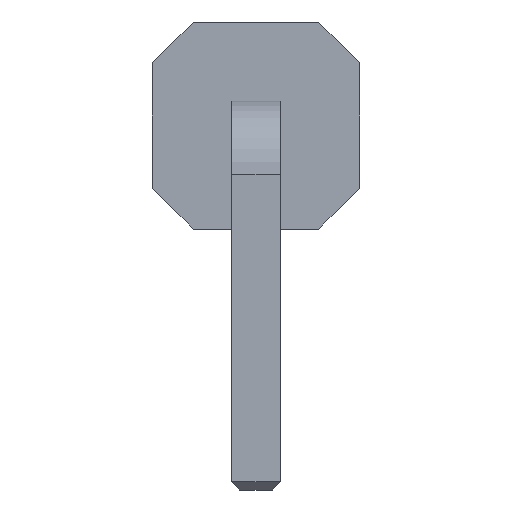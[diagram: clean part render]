
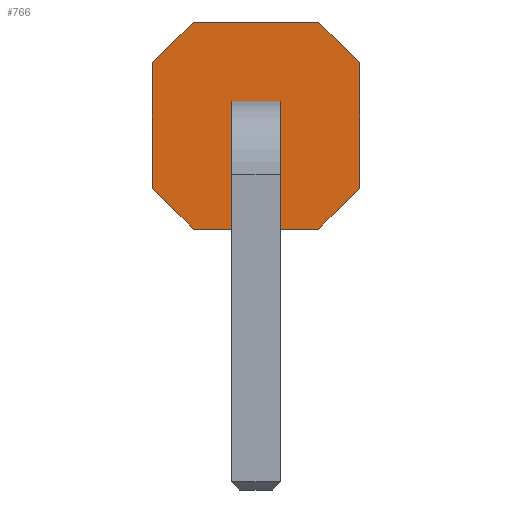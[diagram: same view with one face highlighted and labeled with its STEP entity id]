
A CAD part, front view. The second image highlights one B-rep face of the part: STEP entity #766.
In plain terms, the highlighted planar face has unit normal (0, -1, 0).
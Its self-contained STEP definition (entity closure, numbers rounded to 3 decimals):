
#24 = VECTOR ( 'NONE', #184, 1000. ) ;
#25 = CARTESIAN_POINT ( 'NONE',  ( -1.27, 1.76, 2.04 ) ) ;
#31 = CARTESIAN_POINT ( 'NONE',  ( -1.27, 1.76, 2.04 ) ) ;
#74 = ORIENTED_EDGE ( 'NONE', *, *, #1173, .F. ) ;
#92 = DIRECTION ( 'NONE',  ( -0.707, 0., 0.707 ) ) ;
#122 = CARTESIAN_POINT ( 'NONE',  ( -1.27, 1.76, 2.04 ) ) ;
#127 = ORIENTED_EDGE ( 'NONE', *, *, #1071, .T. ) ;
#129 = DIRECTION ( 'NONE',  ( 0., 0., -1. ) ) ;
#137 = LINE ( 'NONE', #653, #737 ) ;
#139 = VECTOR ( 'NONE', #129, 1000. ) ;
#146 = VECTOR ( 'NONE', #454, 1000. ) ;
#165 = VERTEX_POINT ( 'NONE', #290 ) ;
#172 = FACE_BOUND ( 'NONE', #1089, .T. ) ;
#184 = DIRECTION ( 'NONE',  ( 1., 0., 0. ) ) ;
#214 = VERTEX_POINT ( 'NONE', #1083 ) ;
#216 = VECTOR ( 'NONE', #413, 1000. ) ;
#217 = VERTEX_POINT ( 'NONE', #1086 ) ;
#227 = CARTESIAN_POINT ( 'NONE',  ( 1.27, 1.76, 0.5 ) ) ;
#243 = DIRECTION ( 'NONE',  ( 0., 0., 1. ) ) ;
#267 = CARTESIAN_POINT ( 'NONE',  ( -1.27, 1.76, 0.5 ) ) ;
#290 = CARTESIAN_POINT ( 'NONE',  ( 0.77, 1.76, 2.54 ) ) ;
#313 = VERTEX_POINT ( 'NONE', #415 ) ;
#344 = EDGE_CURVE ( 'NONE', #1055, #805, #462, .T. ) ;
#350 = ORIENTED_EDGE ( 'NONE', *, *, #414, .F. ) ;
#358 = VERTEX_POINT ( 'NONE', #625 ) ;
#361 = EDGE_CURVE ( 'NONE', #214, #1109, #667, .T. ) ;
#370 = ORIENTED_EDGE ( 'NONE', *, *, #626, .F. ) ;
#413 = DIRECTION ( 'NONE',  ( 0.707, 0., -0.707 ) ) ;
#414 = EDGE_CURVE ( 'NONE', #805, #165, #137, .T. ) ;
#415 = CARTESIAN_POINT ( 'NONE',  ( -1.27, 1.76, 0.5 ) ) ;
#426 = VECTOR ( 'NONE', #92, 1000. ) ;
#432 = LINE ( 'NONE', #25, #497 ) ;
#440 = FACE_OUTER_BOUND ( 'NONE', #1169, .T. ) ;
#454 = DIRECTION ( 'NONE',  ( 0., 0., 1. ) ) ;
#457 = LINE ( 'NONE', #1060, #216 ) ;
#458 = CARTESIAN_POINT ( 'NONE',  ( -0.3, 1.76, 0.97 ) ) ;
#462 = LINE ( 'NONE', #31, #781 ) ;
#471 = VERTEX_POINT ( 'NONE', #1232 ) ;
#497 = VECTOR ( 'NONE', #243, 1000. ) ;
#510 = EDGE_CURVE ( 'NONE', #915, #217, #1000, .T. ) ;
#516 = DIRECTION ( 'NONE',  ( -0.707, 0., -0.707 ) ) ;
#545 = CARTESIAN_POINT ( 'NONE',  ( 0.3, 1.76, 0.67 ) ) ;
#557 = ORIENTED_EDGE ( 'NONE', *, *, #1150, .F. ) ;
#583 = CARTESIAN_POINT ( 'NONE',  ( 0.3, 1.76, 0.97 ) ) ;
#588 = DIRECTION ( 'NONE',  ( -1., 0., 0. ) ) ;
#625 = CARTESIAN_POINT ( 'NONE',  ( -0.77, 1.76, 0. ) ) ;
#626 = EDGE_CURVE ( 'NONE', #688, #775, #1063, .T. ) ;
#645 = VECTOR ( 'NONE', #588, 1000. ) ;
#653 = CARTESIAN_POINT ( 'NONE',  ( -0.77, 1.76, 2.54 ) ) ;
#656 = CARTESIAN_POINT ( 'NONE',  ( 0.3, 1.76, 1.57 ) ) ;
#666 = CARTESIAN_POINT ( 'NONE',  ( 0.3, 1.76, 0.97 ) ) ;
#667 = LINE ( 'NONE', #829, #139 ) ;
#678 = PLANE ( 'NONE',  #932 ) ;
#679 = VECTOR ( 'NONE', #729, 1000. ) ;
#688 = VERTEX_POINT ( 'NONE', #458 ) ;
#700 = ORIENTED_EDGE ( 'NONE', *, *, #876, .F. ) ;
#706 = LINE ( 'NONE', #1274, #645 ) ;
#729 = DIRECTION ( 'NONE',  ( 0., 0., 1. ) ) ;
#737 = VECTOR ( 'NONE', #745, 1000. ) ;
#745 = DIRECTION ( 'NONE',  ( 1., 0., 0. ) ) ;
#754 = EDGE_CURVE ( 'NONE', #358, #313, #1263, .T. ) ;
#766 = ADVANCED_FACE ( 'NONE', ( #440, #172 ), #678, .T. ) ;
#775 = VERTEX_POINT ( 'NONE', #583 ) ;
#781 = VECTOR ( 'NONE', #1206, 1000. ) ;
#789 = EDGE_CURVE ( 'NONE', #471, #358, #706, .T. ) ;
#805 = VERTEX_POINT ( 'NONE', #872 ) ;
#827 = ORIENTED_EDGE ( 'NONE', *, *, #754, .F. ) ;
#829 = CARTESIAN_POINT ( 'NONE',  ( 1.27, 1.76, 2.04 ) ) ;
#872 = CARTESIAN_POINT ( 'NONE',  ( -0.77, 1.76, 2.54 ) ) ;
#876 = EDGE_CURVE ( 'NONE', #165, #214, #457, .T. ) ;
#879 = ORIENTED_EDGE ( 'NONE', *, *, #982, .F. ) ;
#901 = CARTESIAN_POINT ( 'NONE',  ( -0.3, 1.76, 0.67 ) ) ;
#915 = VERTEX_POINT ( 'NONE', #1079 ) ;
#932 = AXIS2_PLACEMENT_3D ( 'NONE', #1069, #969, #1073 ) ;
#960 = ORIENTED_EDGE ( 'NONE', *, *, #361, .F. ) ;
#969 = DIRECTION ( 'NONE',  ( 0., -1., 0. ) ) ;
#982 = EDGE_CURVE ( 'NONE', #1109, #471, #1065, .T. ) ;
#1000 = LINE ( 'NONE', #656, #1088 ) ;
#1017 = ORIENTED_EDGE ( 'NONE', *, *, #510, .F. ) ;
#1055 = VERTEX_POINT ( 'NONE', #122 ) ;
#1060 = CARTESIAN_POINT ( 'NONE',  ( 1.27, 1.76, 2.04 ) ) ;
#1063 = LINE ( 'NONE', #666, #24 ) ;
#1065 = LINE ( 'NONE', #1087, #1236 ) ;
#1069 = CARTESIAN_POINT ( 'NONE',  ( 0., 1.76, 0. ) ) ;
#1071 = EDGE_CURVE ( 'NONE', #688, #217, #1142, .T. ) ;
#1073 = DIRECTION ( 'NONE',  ( 0., 0., -1. ) ) ;
#1079 = CARTESIAN_POINT ( 'NONE',  ( 0.3, 1.76, 1.57 ) ) ;
#1083 = CARTESIAN_POINT ( 'NONE',  ( 1.27, 1.76, 2.04 ) ) ;
#1086 = CARTESIAN_POINT ( 'NONE',  ( -0.3, 1.76, 1.57 ) ) ;
#1087 = CARTESIAN_POINT ( 'NONE',  ( 1.27, 1.76, 0.5 ) ) ;
#1088 = VECTOR ( 'NONE', #1113, 1000. ) ;
#1089 = EDGE_LOOP ( 'NONE', ( #74, #370, #127, #1017 ) ) ;
#1104 = ORIENTED_EDGE ( 'NONE', *, *, #344, .F. ) ;
#1109 = VERTEX_POINT ( 'NONE', #227 ) ;
#1113 = DIRECTION ( 'NONE',  ( -1., 0., 0. ) ) ;
#1142 = LINE ( 'NONE', #901, #679 ) ;
#1150 = EDGE_CURVE ( 'NONE', #313, #1055, #432, .T. ) ;
#1164 = ORIENTED_EDGE ( 'NONE', *, *, #789, .F. ) ;
#1169 = EDGE_LOOP ( 'NONE', ( #1104, #557, #827, #1164, #879, #960, #700, #350 ) ) ;
#1173 = EDGE_CURVE ( 'NONE', #775, #915, #1239, .T. ) ;
#1206 = DIRECTION ( 'NONE',  ( 0.707, 0., 0.707 ) ) ;
#1232 = CARTESIAN_POINT ( 'NONE',  ( 0.77, 1.76, 0. ) ) ;
#1236 = VECTOR ( 'NONE', #516, 1000. ) ;
#1239 = LINE ( 'NONE', #545, #146 ) ;
#1263 = LINE ( 'NONE', #267, #426 ) ;
#1274 = CARTESIAN_POINT ( 'NONE',  ( -0.77, 1.76, 0. ) ) ;
